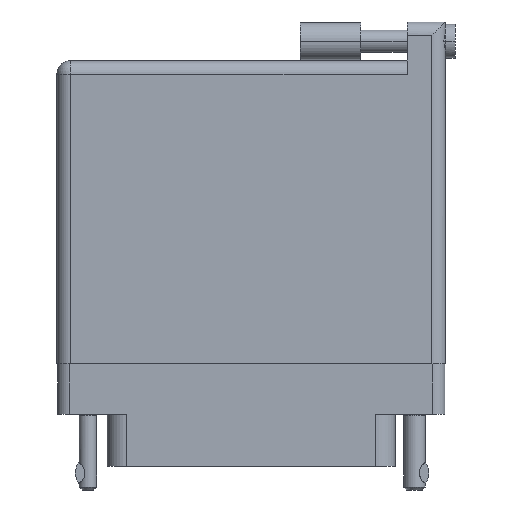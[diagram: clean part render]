
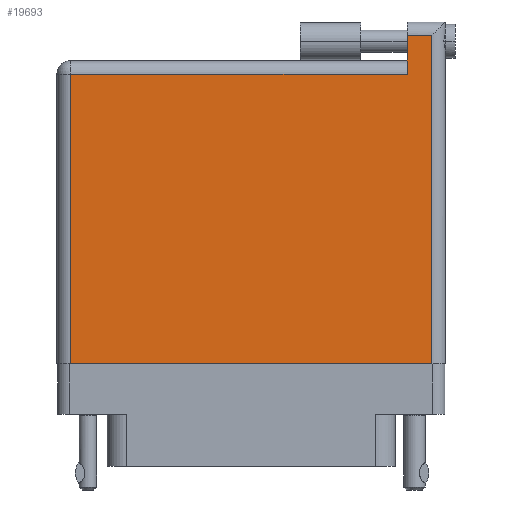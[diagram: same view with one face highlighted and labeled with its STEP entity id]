
A CAD part, front view. The second image highlights one B-rep face of the part: STEP entity #19693.
In plain terms, the highlighted face is planar.
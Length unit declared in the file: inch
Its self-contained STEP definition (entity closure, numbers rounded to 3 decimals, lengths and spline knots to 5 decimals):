
#973 = VECTOR ( 'NONE', #11881, 39.37008 ) ;
#1249 = ORIENTED_EDGE ( 'NONE', *, *, #13041, .T. ) ;
#1298 = VECTOR ( 'NONE', #30817, 39.37008 ) ;
#1539 = VECTOR ( 'NONE', #22524, 39.37008 ) ;
#3747 = CARTESIAN_POINT ( 'NONE',  ( 0., 1.566, 0. ) ) ;
#4807 = CARTESIAN_POINT ( 'NONE',  ( 1.811, 1.766, 0. ) ) ;
#5152 = EDGE_CURVE ( 'NONE', #39055, #15119, #8509, .T. ) ;
#6753 = VERTEX_POINT ( 'NONE', #46229 ) ;
#7138 = CARTESIAN_POINT ( 'NONE',  ( 0., 0., 0. ) ) ;
#7726 = LINE ( 'NONE', #4807, #1539 ) ;
#8509 = LINE ( 'NONE', #30606, #973 ) ;
#10780 = ORIENTED_EDGE ( 'NONE', *, *, #5152, .T. ) ;
#10998 = PLANE ( 'NONE',  #23028 ) ;
#11665 = CARTESIAN_POINT ( 'NONE',  ( 0.07, 1.496, 0. ) ) ;
#11881 = DIRECTION ( 'NONE',  ( -1., 0., 0. ) ) ;
#12177 = VECTOR ( 'NONE', #20727, 39.37008 ) ;
#13041 = EDGE_CURVE ( 'NONE', #43625, #39055, #7726, .T. ) ;
#13328 = EDGE_CURVE ( 'NONE', #23925, #43625, #25877, .T. ) ;
#13386 = VERTEX_POINT ( 'NONE', #41190 ) ;
#14706 = ORIENTED_EDGE ( 'NONE', *, *, #33471, .T. ) ;
#14812 = ORIENTED_EDGE ( 'NONE', *, *, #21345, .T. ) ;
#15119 = VERTEX_POINT ( 'NONE', #11665 ) ;
#17387 = ORIENTED_EDGE ( 'NONE', *, *, #22492, .T. ) ;
#18031 = DIRECTION ( 'NONE',  ( -1., 0., 0. ) ) ;
#19693 = ADVANCED_FACE ( 'NONE', ( #39462 ), #10998, .F. ) ;
#20242 = CARTESIAN_POINT ( 'NONE',  ( 0.07, 0., 0. ) ) ;
#20727 = DIRECTION ( 'NONE',  ( 0., -1., 0. ) ) ;
#21345 = EDGE_CURVE ( 'NONE', #6753, #13386, #44293, .T. ) ;
#22492 = EDGE_CURVE ( 'NONE', #13386, #23925, #41513, .T. ) ;
#22524 = DIRECTION ( 'NONE',  ( 0., -1., 0. ) ) ;
#23028 = AXIS2_PLACEMENT_3D ( 'NONE', #3747, #43568, #18031 ) ;
#23404 = LINE ( 'NONE', #20242, #12177 ) ;
#23925 = VERTEX_POINT ( 'NONE', #30410 ) ;
#25877 = LINE ( 'NONE', #36583, #31745 ) ;
#27595 = CARTESIAN_POINT ( 'NONE',  ( 1.811, 1.496, 0. ) ) ;
#27766 = EDGE_LOOP ( 'NONE', ( #14812, #17387, #39744, #1249, #10780, #14706 ) ) ;
#30410 = CARTESIAN_POINT ( 'NONE',  ( 1.938, 1.696, 0. ) ) ;
#30606 = CARTESIAN_POINT ( 'NONE',  ( 0., 1.496, 0. ) ) ;
#30817 = DIRECTION ( 'NONE',  ( 0., 1., 0. ) ) ;
#31745 = VECTOR ( 'NONE', #40466, 39.37008 ) ;
#33471 = EDGE_CURVE ( 'NONE', #15119, #6753, #23404, .T. ) ;
#33894 = VECTOR ( 'NONE', #36776, 39.37008 ) ;
#36583 = CARTESIAN_POINT ( 'NONE',  ( 0., 1.696, 0. ) ) ;
#36776 = DIRECTION ( 'NONE',  ( 1., 0., 0. ) ) ;
#39055 = VERTEX_POINT ( 'NONE', #27595 ) ;
#39462 = FACE_OUTER_BOUND ( 'NONE', #27766, .T. ) ;
#39744 = ORIENTED_EDGE ( 'NONE', *, *, #13328, .T. ) ;
#40466 = DIRECTION ( 'NONE',  ( -1., 0., 0. ) ) ;
#41190 = CARTESIAN_POINT ( 'NONE',  ( 1.938, 0., 0. ) ) ;
#41513 = LINE ( 'NONE', #44674, #1298 ) ;
#43568 = DIRECTION ( 'NONE',  ( 0., 0., -1. ) ) ;
#43625 = VERTEX_POINT ( 'NONE', #47241 ) ;
#44293 = LINE ( 'NONE', #7138, #33894 ) ;
#44674 = CARTESIAN_POINT ( 'NONE',  ( 1.938, 1.766, 0. ) ) ;
#46229 = CARTESIAN_POINT ( 'NONE',  ( 0.07, 0., 0. ) ) ;
#47241 = CARTESIAN_POINT ( 'NONE',  ( 1.811, 1.696, 0. ) ) ;
